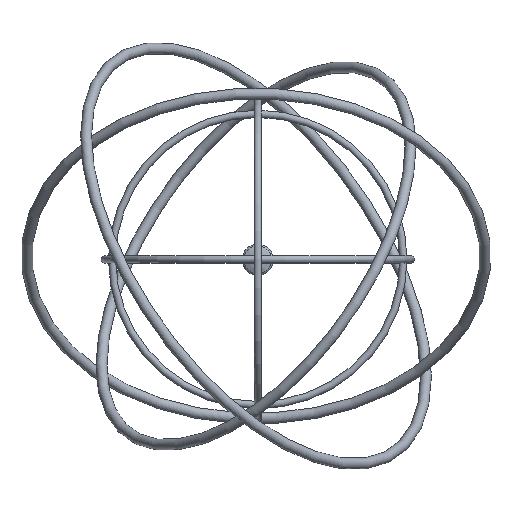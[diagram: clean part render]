
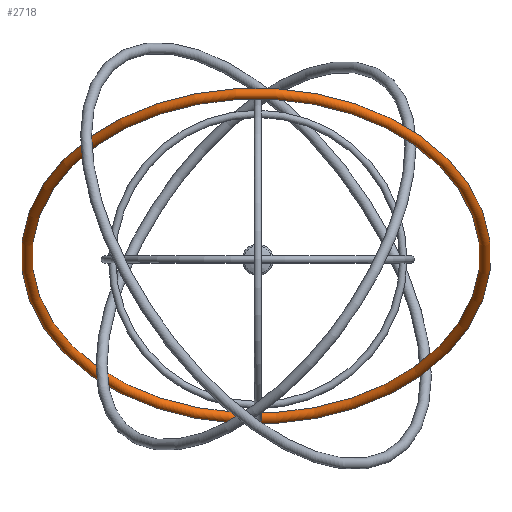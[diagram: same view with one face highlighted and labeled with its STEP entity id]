
A CAD part, top view. The second image highlights one B-rep face of the part: STEP entity #2718.
In plain terms, the highlighted toroidal (fillet/blend) face has major radius 40.005 mm and minor radius 0.953 mm.
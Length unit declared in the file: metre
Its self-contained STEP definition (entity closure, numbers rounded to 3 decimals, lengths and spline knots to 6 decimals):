
#13=VERTEX_LOOP('',#2611);
#62=TOROIDAL_SURFACE('',#2851,0.040005,0.000953);
#2611=VERTEX_POINT('',#10729);
#2681=FACE_BOUND('',#13,.T.);
#2718=ADVANCED_FACE('',(#2681),#62,.T.);
#2851=AXIS2_PLACEMENT_3D('',#10728,#2957,#2958);
#2957=DIRECTION('',(0.,1.,0.));
#2958=DIRECTION('',(0.,0.,1.));
#10728=CARTESIAN_POINT('',(0.,0.,0.));
#10729=CARTESIAN_POINT('',(0.,0.,0.039053));
